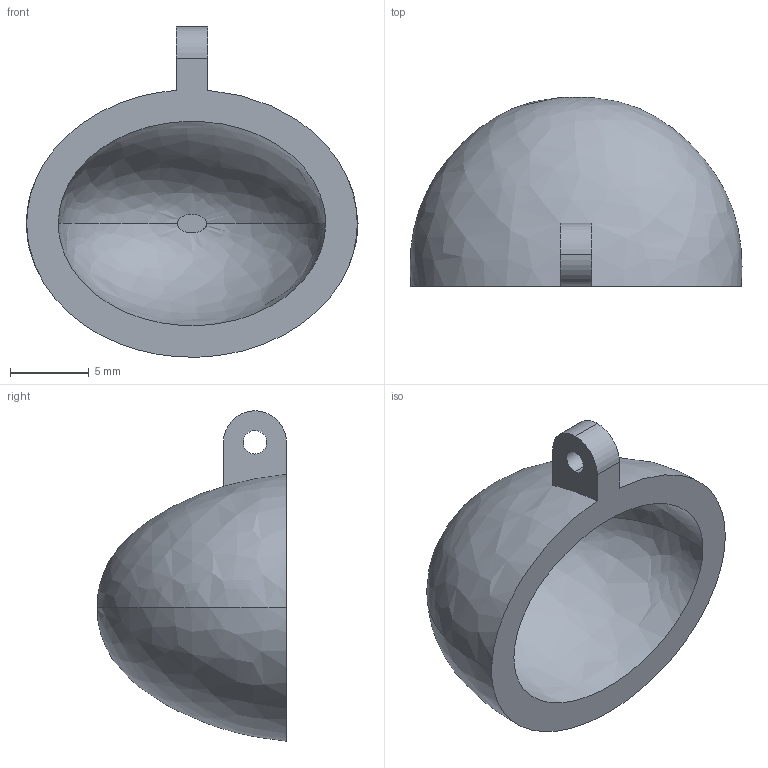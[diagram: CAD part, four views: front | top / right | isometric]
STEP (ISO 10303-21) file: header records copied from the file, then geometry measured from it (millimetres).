
FILE_DESCRIPTION (( 'STEP AP214' ), '1' );
FILE_NAME ('Formed Fingertip.STEP', '2017-11-01T22:50:40', ( '' ), ( '' ), 'SwSTEP 2.0', 'SolidWorks 2016', '' );
FILE_SCHEMA (( 'AUTOMOTIVE_DESIGN' ));
Length unit declared in the file: millimetre
Products named in the file (1): Formed Fingertip
Bounding box: 21.09 x 12 x 20.99 mm (x, y, z)
Volume: 1128.9 mm3; surface area: 1268.3 mm2
Topology: 1 solids, 1 shells, 14 faces, 33 edges, 22 vertices
Faces by surface type: plane 6, cylinder 4, bspline 4
Entity records: 5495 total; most frequent: CARTESIAN_POINT 5168, ORIENTED_EDGE 66, DIRECTION 47, EDGE_CURVE 33, VERTEX_POINT 22, AXIS2_PLACEMENT_3D 19, EDGE_LOOP 17, B_SPLINE_CURVE_WITH_KNOTS 14
